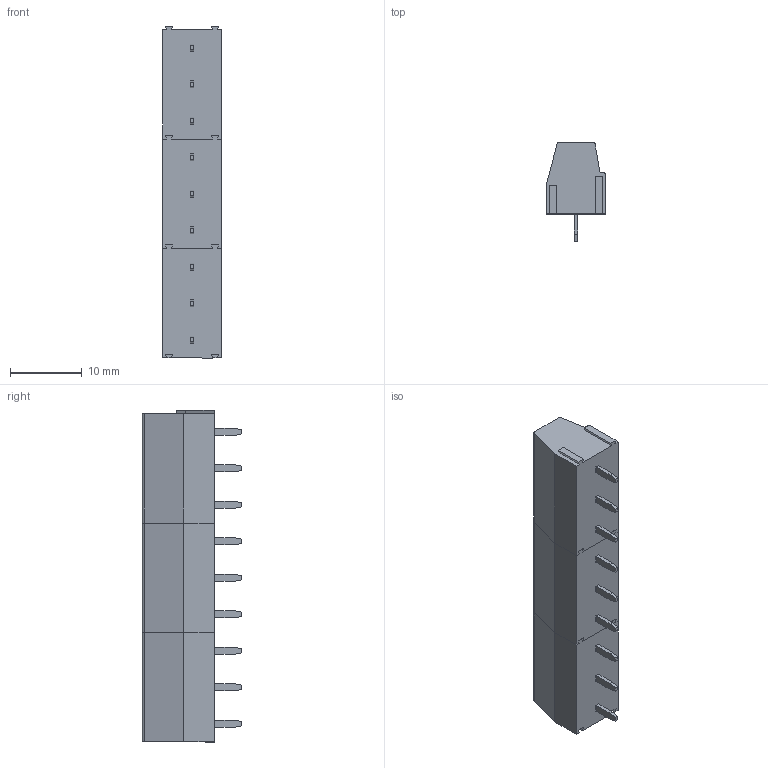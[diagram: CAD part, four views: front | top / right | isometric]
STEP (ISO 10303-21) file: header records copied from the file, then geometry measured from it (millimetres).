
FILE_DESCRIPTION (( 'STEP AP214' ), '1' );
FILE_NAME ('CUI_DEVICES_TB006-508-09GR.step', '2019-10-21T19:43:47', ( '' ), ( '' ), 'SwSTEP 2.0', 'SolidWorks 2019', '' );
FILE_SCHEMA (( 'AUTOMOTIVE_DESIGN' ));
Length unit declared in the file: millimetre
Products named in the file (2): TB006-508-03P_Green - S; CUI_DEVICES_TB006-508-09GR
Assembly tree (3 placements, depth 2):
  CUI_DEVICES_TB006-508-09GR
    TB006-508-03P_Green - S  x3
Bounding box: 8.2 x 13.8 x 46.22 mm (x, y, z)
Volume: 3103.6 mm3; surface area: 2695.4 mm2
Topology: 3 solids, 12 shells, 453 faces, 1107 edges, 714 vertices
Faces by surface type: plane 291, bspline 72, cylinder 54, cone 36
Entity records: 6605 total; most frequent: CARTESIAN_POINT 2437, ORIENTED_EDGE 738, DIRECTION 662, EDGE_CURVE 369, LINE 240, VECTOR 240, VERTEX_POINT 238, AXIS2_PLACEMENT_3D 211
